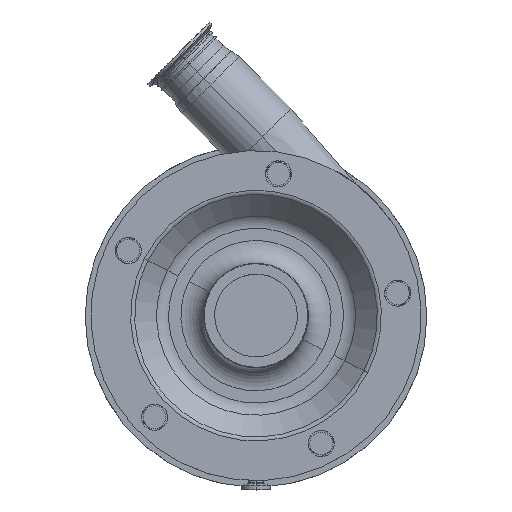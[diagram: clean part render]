
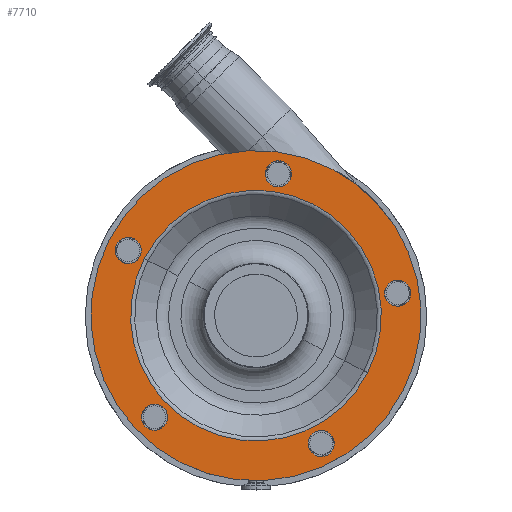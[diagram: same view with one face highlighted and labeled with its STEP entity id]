
A CAD part, top view. The second image highlights one B-rep face of the part: STEP entity #7710.
In plain terms, the highlighted planar face has unit normal (0, 0, 1).
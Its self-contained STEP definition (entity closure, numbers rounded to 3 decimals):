
#73 = AXIS2_PLACEMENT_3D ( 'NONE', #13902, #18533, #16792 ) ;
#150 = AXIS2_PLACEMENT_3D ( 'NONE', #4507, #17186, #3048 ) ;
#190 = DIRECTION ( 'NONE',  ( 0., 0., 1. ) ) ;
#251 = EDGE_CURVE ( 'NONE', #8466, #4466, #3807, .T. ) ;
#272 = CARTESIAN_POINT ( 'NONE',  ( 67.449, -117.488, 295. ) ) ;
#515 = EDGE_CURVE ( 'NONE', #1299, #3410, #8772, .T. ) ;
#843 = CIRCLE ( 'NONE', #15688, 11.5 ) ;
#1100 = ORIENTED_EDGE ( 'NONE', *, *, #16987, .F. ) ;
#1116 = CIRCLE ( 'NONE', #3747, 11.5 ) ;
#1120 = ORIENTED_EDGE ( 'NONE', *, *, #6877, .F. ) ;
#1197 = EDGE_CURVE ( 'NONE', #6108, #6887, #14052, .T. ) ;
#1254 = FACE_BOUND ( 'NONE', #8798, .T. ) ;
#1276 = ORIENTED_EDGE ( 'NONE', *, *, #15148, .F. ) ;
#1299 = VERTEX_POINT ( 'NONE', #11441 ) ;
#1434 = VERTEX_POINT ( 'NONE', #5168 ) ;
#1453 = FACE_BOUND ( 'NONE', #2629, .T. ) ;
#1801 = EDGE_CURVE ( 'NONE', #1434, #7854, #6062, .T. ) ;
#1886 = ORIENTED_EDGE ( 'NONE', *, *, #10898, .F. ) ;
#1979 = AXIS2_PLACEMENT_3D ( 'NONE', #3910, #5467, #8381 ) ;
#2222 = CARTESIAN_POINT ( 'NONE',  ( 9.464, 129.67, 295. ) ) ;
#2436 = CIRCLE ( 'NONE', #150, 145. ) ;
#2499 = CARTESIAN_POINT ( 'NONE',  ( -129.196, 65.829, 295. ) ) ;
#2629 = EDGE_LOOP ( 'NONE', ( #1100, #12284 ) ) ;
#2761 = AXIS2_PLACEMENT_3D ( 'NONE', #15708, #15394, #17231 ) ;
#2795 = FACE_BOUND ( 'NONE', #17960, .T. ) ;
#3048 = DIRECTION ( 'NONE',  ( -0.891, 0.454, 0. ) ) ;
#3100 = FACE_OUTER_BOUND ( 'NONE', #15914, .T. ) ;
#3195 = CARTESIAN_POINT ( 'NONE',  ( -89.095, -89.095, 295. ) ) ;
#3231 = ORIENTED_EDGE ( 'NONE', *, *, #251, .F. ) ;
#3248 = CARTESIAN_POINT ( 'NONE',  ( 19.711, 124.449, 295. ) ) ;
#3301 = DIRECTION ( 'NONE',  ( -0.891, 0.454, 0. ) ) ;
#3410 = VERTEX_POINT ( 'NONE', #11423 ) ;
#3441 = CARTESIAN_POINT ( 'NONE',  ( -112.267, 57.203, 295. ) ) ;
#3747 = AXIS2_PLACEMENT_3D ( 'NONE', #18710, #14170, #4574 ) ;
#3807 = CIRCLE ( 'NONE', #6471, 11.5 ) ;
#3910 = CARTESIAN_POINT ( 'NONE',  ( 19.711, 124.449, 295. ) ) ;
#4053 = DIRECTION ( 'NONE',  ( 0., 0., 1. ) ) ;
#4466 = VERTEX_POINT ( 'NONE', #272 ) ;
#4507 = CARTESIAN_POINT ( 'NONE',  ( 0., 0., 295. ) ) ;
#4574 = DIRECTION ( 'NONE',  ( -0.891, 0.454, 0. ) ) ;
#4764 = FACE_BOUND ( 'NONE', #15951, .T. ) ;
#4812 = DIRECTION ( 'NONE',  ( -0.891, 0.454, 0. ) ) ;
#4895 = VERTEX_POINT ( 'NONE', #2499 ) ;
#4909 = DIRECTION ( 'NONE',  ( 0., 0., 1. ) ) ;
#4944 = CARTESIAN_POINT ( 'NONE',  ( -89.095, -89.095, 295. ) ) ;
#5168 = CARTESIAN_POINT ( 'NONE',  ( -122.513, 62.424, 295. ) ) ;
#5191 = DIRECTION ( 'NONE',  ( 0., 0., 1. ) ) ;
#5256 = CARTESIAN_POINT ( 'NONE',  ( 0., 0., 295. ) ) ;
#5331 = AXIS2_PLACEMENT_3D ( 'NONE', #3195, #6296, #15990 ) ;
#5467 = DIRECTION ( 'NONE',  ( 0., 0., 1. ) ) ;
#5712 = DIRECTION ( 'NONE',  ( -0.891, 0.454, 0. ) ) ;
#6062 = CIRCLE ( 'NONE', #73, 11.5 ) ;
#6108 = VERTEX_POINT ( 'NONE', #20035 ) ;
#6296 = DIRECTION ( 'NONE',  ( 0., 0., 1. ) ) ;
#6347 = EDGE_CURVE ( 'NONE', #4466, #8466, #1116, .T. ) ;
#6421 = ORIENTED_EDGE ( 'NONE', *, *, #1801, .F. ) ;
#6471 = AXIS2_PLACEMENT_3D ( 'NONE', #9378, #18652, #9851 ) ;
#6877 = EDGE_CURVE ( 'NONE', #7854, #1434, #8735, .T. ) ;
#6887 = VERTEX_POINT ( 'NONE', #16247 ) ;
#6992 = CARTESIAN_POINT ( 'NONE',  ( 46.956, -107.046, 295. ) ) ;
#7206 = ORIENTED_EDGE ( 'NONE', *, *, #16145, .T. ) ;
#7710 = ADVANCED_FACE ( 'NONE', ( #3100, #1254, #11159, #2795, #4764, #13948, #1453 ), #14258, .T. ) ;
#7854 = VERTEX_POINT ( 'NONE', #20438 ) ;
#7990 = ORIENTED_EDGE ( 'NONE', *, *, #11605, .F. ) ;
#7995 = CIRCLE ( 'NONE', #14250, 11.5 ) ;
#8014 = EDGE_CURVE ( 'NONE', #13158, #14740, #18593, .T. ) ;
#8200 = ORIENTED_EDGE ( 'NONE', *, *, #10803, .F. ) ;
#8267 = CIRCLE ( 'NONE', #1979, 11.5 ) ;
#8381 = DIRECTION ( 'NONE',  ( -0.891, 0.454, 0. ) ) ;
#8466 = VERTEX_POINT ( 'NONE', #6992 ) ;
#8735 = CIRCLE ( 'NONE', #15310, 11.5 ) ;
#8772 = CIRCLE ( 'NONE', #11734, 11.5 ) ;
#8798 = EDGE_LOOP ( 'NONE', ( #15467, #1886 ) ) ;
#8872 = CARTESIAN_POINT ( 'NONE',  ( 129.196, -65.829, 295. ) ) ;
#9378 = CARTESIAN_POINT ( 'NONE',  ( 57.203, -112.267, 295. ) ) ;
#9818 = DIRECTION ( 'NONE',  ( 0., 0., 1. ) ) ;
#9851 = DIRECTION ( 'NONE',  ( -0.891, 0.454, 0. ) ) ;
#10017 = ORIENTED_EDGE ( 'NONE', *, *, #17103, .T. ) ;
#10269 = VERTEX_POINT ( 'NONE', #2222 ) ;
#10803 = EDGE_CURVE ( 'NONE', #3410, #1299, #7995, .T. ) ;
#10898 = EDGE_CURVE ( 'NONE', #6887, #6108, #14901, .T. ) ;
#11048 = DIRECTION ( 'NONE',  ( -0.891, 0.454, 0. ) ) ;
#11107 = DIRECTION ( 'NONE',  ( 0., 0., 1. ) ) ;
#11122 = CIRCLE ( 'NONE', #11772, 145. ) ;
#11159 = FACE_BOUND ( 'NONE', #19852, .T. ) ;
#11196 = DIRECTION ( 'NONE',  ( -0.891, 0.454, 0. ) ) ;
#11240 = DIRECTION ( 'NONE',  ( 0., 0., 1. ) ) ;
#11423 = CARTESIAN_POINT ( 'NONE',  ( 114.202, 24.932, 295. ) ) ;
#11441 = CARTESIAN_POINT ( 'NONE',  ( 134.695, 14.49, 295. ) ) ;
#11490 = DIRECTION ( 'NONE',  ( -0.891, 0.454, 0. ) ) ;
#11605 = EDGE_CURVE ( 'NONE', #10269, #11771, #843, .T. ) ;
#11734 = AXIS2_PLACEMENT_3D ( 'NONE', #19322, #5191, #11490 ) ;
#11771 = VERTEX_POINT ( 'NONE', #19229 ) ;
#11772 = AXIS2_PLACEMENT_3D ( 'NONE', #19636, #4053, #5712 ) ;
#12108 = CARTESIAN_POINT ( 'NONE',  ( -98.074, 49.971, 295. ) ) ;
#12284 = ORIENTED_EDGE ( 'NONE', *, *, #8014, .F. ) ;
#13158 = VERTEX_POINT ( 'NONE', #18471 ) ;
#13902 = CARTESIAN_POINT ( 'NONE',  ( -112.267, 57.203, 295. ) ) ;
#13948 = FACE_BOUND ( 'NONE', #19188, .T. ) ;
#14052 = CIRCLE ( 'NONE', #15701, 11.5 ) ;
#14170 = DIRECTION ( 'NONE',  ( 0., 0., 1. ) ) ;
#14250 = AXIS2_PLACEMENT_3D ( 'NONE', #18984, #190, #11048 ) ;
#14258 = PLANE ( 'NONE',  #2761 ) ;
#14321 = AXIS2_PLACEMENT_3D ( 'NONE', #5256, #9818, #3301 ) ;
#14740 = VERTEX_POINT ( 'NONE', #12108 ) ;
#14901 = CIRCLE ( 'NONE', #5331, 11.5 ) ;
#15148 = EDGE_CURVE ( 'NONE', #11771, #10269, #8267, .T. ) ;
#15310 = AXIS2_PLACEMENT_3D ( 'NONE', #3441, #11107, #11196 ) ;
#15394 = DIRECTION ( 'NONE',  ( 0., 0., 1. ) ) ;
#15445 = DIRECTION ( 'NONE',  ( -0.891, 0.454, 0. ) ) ;
#15467 = ORIENTED_EDGE ( 'NONE', *, *, #1197, .F. ) ;
#15652 = CARTESIAN_POINT ( 'NONE',  ( 0., 0., 295. ) ) ;
#15688 = AXIS2_PLACEMENT_3D ( 'NONE', #3248, #4909, #4812 ) ;
#15701 = AXIS2_PLACEMENT_3D ( 'NONE', #4944, #11240, #17216 ) ;
#15708 = CARTESIAN_POINT ( 'NONE',  ( -129.196, 65.829, 295. ) ) ;
#15914 = EDGE_LOOP ( 'NONE', ( #10017, #7206 ) ) ;
#15951 = EDGE_LOOP ( 'NONE', ( #7990, #1276 ) ) ;
#15990 = DIRECTION ( 'NONE',  ( -0.891, 0.454, 0. ) ) ;
#16145 = EDGE_CURVE ( 'NONE', #19612, #4895, #11122, .T. ) ;
#16247 = CARTESIAN_POINT ( 'NONE',  ( -78.849, -94.316, 295. ) ) ;
#16792 = DIRECTION ( 'NONE',  ( -0.891, 0.454, 0. ) ) ;
#16987 = EDGE_CURVE ( 'NONE', #14740, #13158, #19244, .T. ) ;
#17103 = EDGE_CURVE ( 'NONE', #4895, #19612, #2436, .T. ) ;
#17186 = DIRECTION ( 'NONE',  ( 0., 0., 1. ) ) ;
#17216 = DIRECTION ( 'NONE',  ( -0.891, 0.454, 0. ) ) ;
#17231 = DIRECTION ( 'NONE',  ( 0., -1., 0. ) ) ;
#17484 = ORIENTED_EDGE ( 'NONE', *, *, #6347, .F. ) ;
#17960 = EDGE_LOOP ( 'NONE', ( #8200, #19360 ) ) ;
#18471 = CARTESIAN_POINT ( 'NONE',  ( 98.074, -49.971, 295. ) ) ;
#18533 = DIRECTION ( 'NONE',  ( 0., 0., 1. ) ) ;
#18593 = CIRCLE ( 'NONE', #14321, 110.071 ) ;
#18652 = DIRECTION ( 'NONE',  ( 0., 0., 1. ) ) ;
#18710 = CARTESIAN_POINT ( 'NONE',  ( 57.203, -112.267, 295. ) ) ;
#18984 = CARTESIAN_POINT ( 'NONE',  ( 124.449, 19.711, 295. ) ) ;
#19188 = EDGE_LOOP ( 'NONE', ( #6421, #1120 ) ) ;
#19229 = CARTESIAN_POINT ( 'NONE',  ( 29.957, 119.228, 295. ) ) ;
#19244 = CIRCLE ( 'NONE', #19911, 110.071 ) ;
#19322 = CARTESIAN_POINT ( 'NONE',  ( 124.449, 19.711, 295. ) ) ;
#19360 = ORIENTED_EDGE ( 'NONE', *, *, #515, .F. ) ;
#19612 = VERTEX_POINT ( 'NONE', #8872 ) ;
#19636 = CARTESIAN_POINT ( 'NONE',  ( 0., 0., 295. ) ) ;
#19852 = EDGE_LOOP ( 'NONE', ( #3231, #17484 ) ) ;
#19911 = AXIS2_PLACEMENT_3D ( 'NONE', #15652, #20388, #15445 ) ;
#20035 = CARTESIAN_POINT ( 'NONE',  ( -99.342, -83.875, 295. ) ) ;
#20388 = DIRECTION ( 'NONE',  ( 0., 0., 1. ) ) ;
#20438 = CARTESIAN_POINT ( 'NONE',  ( -102.02, 51.982, 295. ) ) ;
